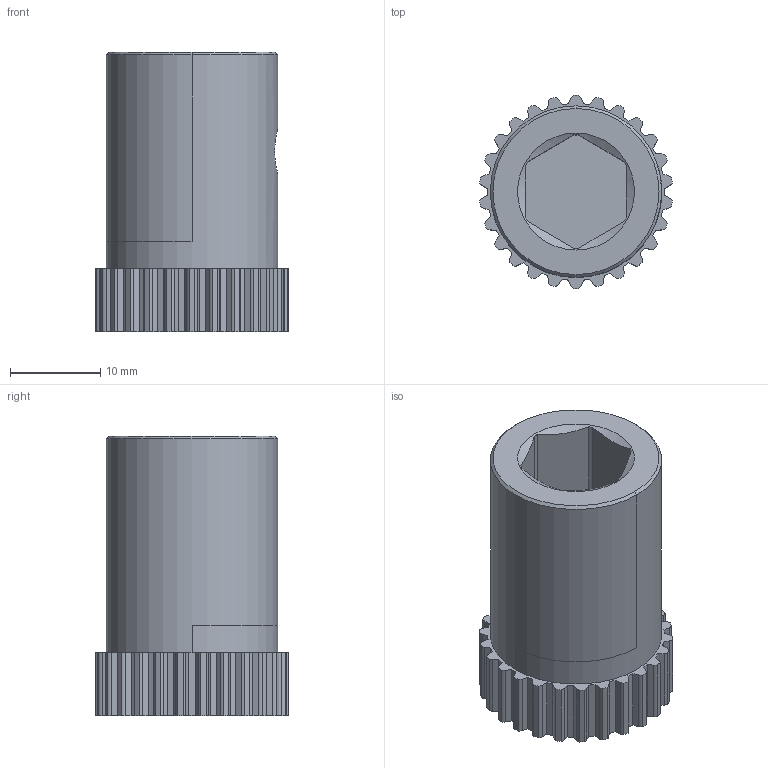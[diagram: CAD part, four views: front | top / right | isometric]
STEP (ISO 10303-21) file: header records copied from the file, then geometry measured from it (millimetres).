
FILE_DESCRIPTION((''),'2;1');
FILE_NAME('4027043150','2024-01-09T14:30:24',('a00565553'),(''),'CREO PARAMETRIC BY PTC INC, 2022414','CREO PARAMETRIC BY PTC INC, 2022414','');
FILE_SCHEMA(('CONFIG_CONTROL_DESIGN','GEOMETRIC_VALIDATION_PROPERTIES_MIM'));
Length unit declared in the file: millimetre
Products named in the file (1): 4027043150
Bounding box: 21.34 x 21.43 x 31 mm (x, y, z)
Volume: 6205.8 mm3; surface area: 3769.7 mm2
Topology: 1 solids, 1 shells, 185 faces, 540 edges, 360 vertices
Faces by surface type: cylinder 90, plane 89, cone 6
Entity records: 6365 total; most frequent: CARTESIAN_POINT 1166, DIRECTION 1090, ORIENTED_EDGE 1080, EDGE_CURVE 540, AXIS2_PLACEMENT_3D 373, VERTEX_POINT 360, VECTOR 344, LINE 344
